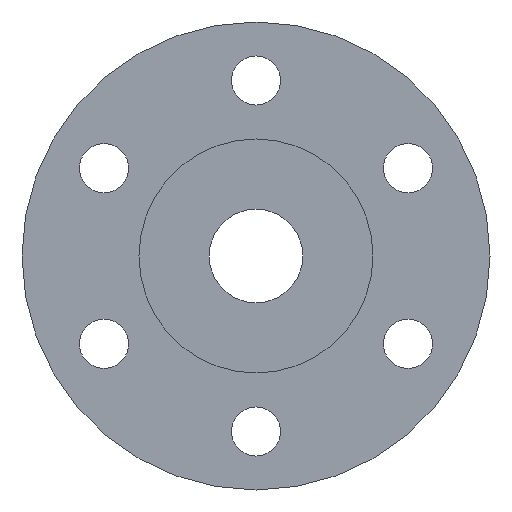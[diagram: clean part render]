
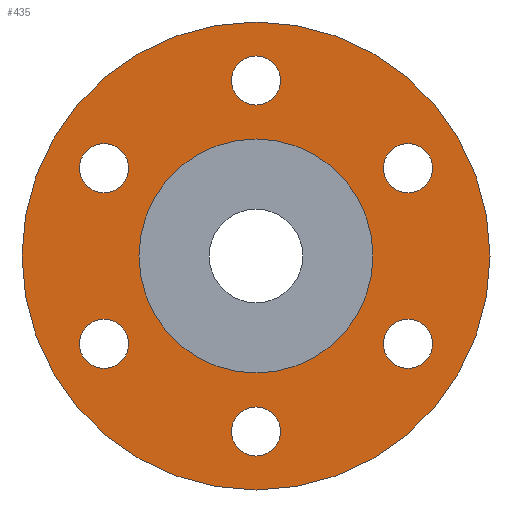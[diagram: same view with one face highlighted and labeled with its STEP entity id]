
A CAD part, left-side view. The second image highlights one B-rep face of the part: STEP entity #435.
In plain terms, the highlighted planar face has unit normal (-1, 0, 0).
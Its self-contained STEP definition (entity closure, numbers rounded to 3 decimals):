
#46=FACE_BOUND('',#134,.T.);
#47=FACE_BOUND('',#135,.T.);
#48=FACE_BOUND('',#136,.T.);
#49=FACE_BOUND('',#137,.T.);
#50=FACE_BOUND('',#138,.T.);
#51=FACE_BOUND('',#139,.T.);
#52=FACE_BOUND('',#140,.T.);
#62=PLANE('',#521);
#90=FACE_OUTER_BOUND('',#133,.T.);
#133=EDGE_LOOP('',(#398));
#134=EDGE_LOOP('',(#399));
#135=EDGE_LOOP('',(#400));
#136=EDGE_LOOP('',(#401));
#137=EDGE_LOOP('',(#402));
#138=EDGE_LOOP('',(#403));
#139=EDGE_LOOP('',(#404));
#140=EDGE_LOOP('',(#405));
#186=CIRCLE('',#471,20.);
#204=CIRCLE('',#506,10.);
#206=CIRCLE('',#509,2.1);
#207=CIRCLE('',#511,2.1);
#208=CIRCLE('',#513,2.1);
#209=CIRCLE('',#515,2.1);
#210=CIRCLE('',#517,2.1);
#211=CIRCLE('',#519,2.1);
#221=VERTEX_POINT('',#691);
#239=VERTEX_POINT('',#754);
#241=VERTEX_POINT('',#760);
#242=VERTEX_POINT('',#764);
#243=VERTEX_POINT('',#768);
#244=VERTEX_POINT('',#772);
#245=VERTEX_POINT('',#776);
#246=VERTEX_POINT('',#780);
#258=EDGE_CURVE('',#221,#221,#186,.T.);
#286=EDGE_CURVE('',#239,#239,#204,.T.);
#289=EDGE_CURVE('',#241,#241,#206,.T.);
#291=EDGE_CURVE('',#242,#242,#207,.T.);
#293=EDGE_CURVE('',#243,#243,#208,.T.);
#295=EDGE_CURVE('',#244,#244,#209,.T.);
#297=EDGE_CURVE('',#245,#245,#210,.T.);
#299=EDGE_CURVE('',#246,#246,#211,.T.);
#398=ORIENTED_EDGE('',*,*,#258,.F.);
#399=ORIENTED_EDGE('',*,*,#299,.F.);
#400=ORIENTED_EDGE('',*,*,#297,.F.);
#401=ORIENTED_EDGE('',*,*,#295,.F.);
#402=ORIENTED_EDGE('',*,*,#293,.F.);
#403=ORIENTED_EDGE('',*,*,#291,.F.);
#404=ORIENTED_EDGE('',*,*,#289,.F.);
#405=ORIENTED_EDGE('',*,*,#286,.F.);
#435=ADVANCED_FACE('',(#90,#46,#47,#48,#49,#50,#51,#52),#62,.F.);
#471=AXIS2_PLACEMENT_3D('',#693,#550,#551);
#506=AXIS2_PLACEMENT_3D('',#756,#630,#631);
#509=AXIS2_PLACEMENT_3D('',#762,#637,#638);
#511=AXIS2_PLACEMENT_3D('',#766,#642,#643);
#513=AXIS2_PLACEMENT_3D('',#770,#647,#648);
#515=AXIS2_PLACEMENT_3D('',#774,#652,#653);
#517=AXIS2_PLACEMENT_3D('',#778,#657,#658);
#519=AXIS2_PLACEMENT_3D('',#782,#662,#663);
#521=AXIS2_PLACEMENT_3D('',#784,#666,#667);
#550=DIRECTION('center_axis',(1.,0.,0.));
#551=DIRECTION('ref_axis',(0.,1.,0.));
#630=DIRECTION('center_axis',(-1.,0.,0.));
#631=DIRECTION('ref_axis',(0.,-1.,0.));
#637=DIRECTION('center_axis',(-1.,0.,0.));
#638=DIRECTION('ref_axis',(0.,-1.,0.));
#642=DIRECTION('center_axis',(-1.,0.,0.));
#643=DIRECTION('ref_axis',(0.,-1.,0.));
#647=DIRECTION('center_axis',(-1.,0.,0.));
#648=DIRECTION('ref_axis',(0.,-1.,0.));
#652=DIRECTION('center_axis',(-1.,0.,0.));
#653=DIRECTION('ref_axis',(0.,-1.,0.));
#657=DIRECTION('center_axis',(-1.,0.,0.));
#658=DIRECTION('ref_axis',(0.,-1.,0.));
#662=DIRECTION('center_axis',(-1.,0.,0.));
#663=DIRECTION('ref_axis',(0.,-1.,0.));
#666=DIRECTION('center_axis',(1.,0.,0.));
#667=DIRECTION('ref_axis',(0.,0.,-1.));
#691=CARTESIAN_POINT('',(0.,-20.,0.));
#693=CARTESIAN_POINT('Origin',(0.,0.,0.));
#754=CARTESIAN_POINT('',(0.,10.,0.));
#756=CARTESIAN_POINT('Origin',(0.,0.,0.));
#760=CARTESIAN_POINT('',(0.,2.1,-15.));
#762=CARTESIAN_POINT('Origin',(0.,0.,-15.));
#764=CARTESIAN_POINT('',(0.,15.09,-7.5));
#766=CARTESIAN_POINT('Origin',(0.,12.99,-7.5));
#768=CARTESIAN_POINT('',(0.,15.09,7.5));
#770=CARTESIAN_POINT('Origin',(0.,12.99,7.5));
#772=CARTESIAN_POINT('',(0.,2.1,15.));
#774=CARTESIAN_POINT('Origin',(0.,0.,15.));
#776=CARTESIAN_POINT('',(0.,-10.89,7.5));
#778=CARTESIAN_POINT('Origin',(0.,-12.99,7.5));
#780=CARTESIAN_POINT('',(0.,-10.89,-7.5));
#782=CARTESIAN_POINT('Origin',(0.,-12.99,-7.5));
#784=CARTESIAN_POINT('Origin',(0.,0.,0.));
